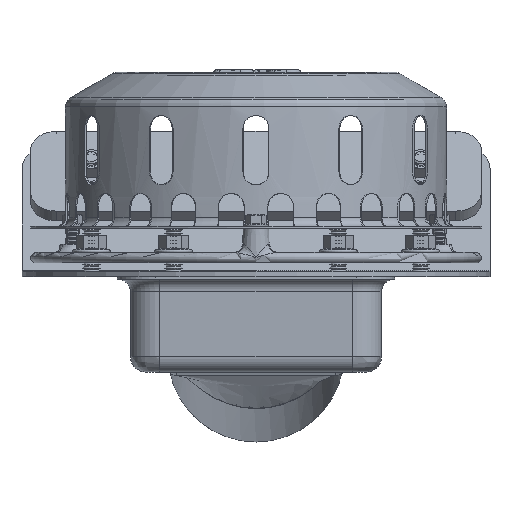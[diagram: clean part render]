
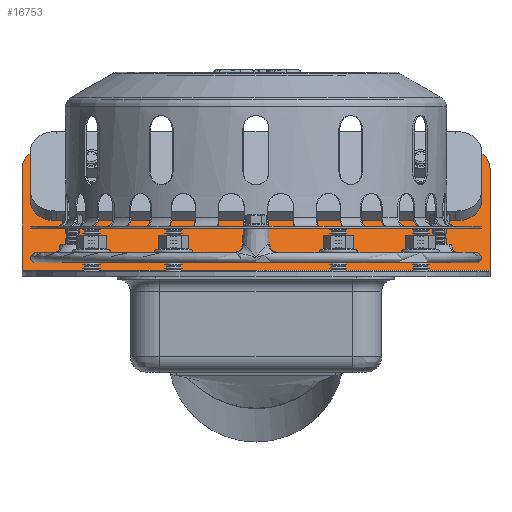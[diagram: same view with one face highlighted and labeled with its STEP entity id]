
A CAD part, left-side view. The second image highlights one B-rep face of the part: STEP entity #16753.
In plain terms, the highlighted planar face has unit normal (-0.707, 0, 0.707).
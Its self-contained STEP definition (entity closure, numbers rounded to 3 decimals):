
#1238=FACE_BOUND('',#2713,.T.);
#1239=FACE_BOUND('',#2714,.T.);
#1354=PLANE('',#17850);
#1646=FACE_OUTER_BOUND('',#2712,.T.);
#2712=EDGE_LOOP('',(#11229,#11230,#11231,#11232,#11233,#11234));
#2713=EDGE_LOOP('',(#11235));
#2714=EDGE_LOOP('',(#11236));
#3893=LINE('',#25067,#4901);
#3898=LINE('',#25081,#4906);
#3899=LINE('',#25085,#4907);
#3900=LINE('',#25086,#4908);
#4901=VECTOR('',#19923,1.);
#4906=VECTOR('',#19934,1.);
#4907=VECTOR('',#19937,1.);
#4908=VECTOR('',#19938,1.);
#5908=CIRCLE('',#17846,20.);
#5911=CIRCLE('',#17851,20.);
#5912=CIRCLE('',#17852,5.);
#5913=CIRCLE('',#17853,5.);
#6938=VERTEX_POINT('',#25060);
#6939=VERTEX_POINT('',#25062);
#6940=VERTEX_POINT('',#25066);
#6946=VERTEX_POINT('',#25080);
#6947=VERTEX_POINT('',#25082);
#6948=VERTEX_POINT('',#25084);
#6949=VERTEX_POINT('',#25087);
#6950=VERTEX_POINT('',#25089);
#8565=EDGE_CURVE('',#6938,#6939,#5908,.T.);
#8567=EDGE_CURVE('',#6940,#6939,#3893,.T.);
#8574=EDGE_CURVE('',#6946,#6938,#3898,.T.);
#8575=EDGE_CURVE('',#6947,#6946,#5911,.T.);
#8576=EDGE_CURVE('',#6948,#6947,#3899,.T.);
#8577=EDGE_CURVE('',#6948,#6940,#3900,.T.);
#8578=EDGE_CURVE('',#6949,#6949,#5912,.T.);
#8579=EDGE_CURVE('',#6950,#6950,#5913,.T.);
#11229=ORIENTED_EDGE('',*,*,#8565,.F.);
#11230=ORIENTED_EDGE('',*,*,#8574,.F.);
#11231=ORIENTED_EDGE('',*,*,#8575,.F.);
#11232=ORIENTED_EDGE('',*,*,#8576,.F.);
#11233=ORIENTED_EDGE('',*,*,#8577,.T.);
#11234=ORIENTED_EDGE('',*,*,#8567,.T.);
#11235=ORIENTED_EDGE('',*,*,#8578,.T.);
#11236=ORIENTED_EDGE('',*,*,#8579,.T.);
#16753=ADVANCED_FACE('',(#1646,#1238,#1239),#1354,.T.);
#17846=AXIS2_PLACEMENT_3D('',#25063,#19918,#19919);
#17850=AXIS2_PLACEMENT_3D('',#25079,#19932,#19933);
#17851=AXIS2_PLACEMENT_3D('',#25083,#19935,#19936);
#17852=AXIS2_PLACEMENT_3D('',#25088,#19939,#19940);
#17853=AXIS2_PLACEMENT_3D('',#25090,#19941,#19942);
#19918=DIRECTION('center_axis',(0.707,0.,
-0.707));
#19919=DIRECTION('ref_axis',(0.5,-0.707,0.5));
#19923=DIRECTION('',(0.707,0.,0.707));
#19932=DIRECTION('center_axis',(-0.707,0.,
0.707));
#19933=DIRECTION('ref_axis',(0.,-1.,0.));
#19934=DIRECTION('',(0.,-1.,0.));
#19935=DIRECTION('center_axis',(0.707,0.,
-0.707));
#19936=DIRECTION('ref_axis',(0.5,0.707,0.5));
#19937=DIRECTION('',(0.707,0.,0.707));
#19938=DIRECTION('',(0.,-1.,0.));
#19939=DIRECTION('center_axis',(0.707,0.,
-0.707));
#19940=DIRECTION('ref_axis',(-0.707,0.,-0.707));
#19941=DIRECTION('center_axis',(0.707,0.,
-0.707));
#19942=DIRECTION('ref_axis',(-0.707,0.,-0.707));
#25060=CARTESIAN_POINT('',(281.204,122.461,-1155.05));
#25062=CARTESIAN_POINT('',(267.061,102.461,-1169.192));
#25063=CARTESIAN_POINT('Origin',(267.061,122.461,-1169.192));
#25066=CARTESIAN_POINT('',(208.627,102.461,-1227.626));
#25067=CARTESIAN_POINT('',(208.627,102.461,-1227.626));
#25079=CARTESIAN_POINT('Origin',(208.627,372.461,-1227.626));
#25080=CARTESIAN_POINT('',(281.204,352.461,-1155.05));
#25081=CARTESIAN_POINT('',(281.204,372.461,-1155.05));
#25082=CARTESIAN_POINT('',(267.061,372.461,-1169.192));
#25083=CARTESIAN_POINT('Origin',(267.061,352.461,-1169.192));
#25084=CARTESIAN_POINT('',(208.627,372.461,-1227.626));
#25085=CARTESIAN_POINT('',(208.627,372.461,-1227.626));
#25086=CARTESIAN_POINT('',(208.627,372.461,-1227.626));
#25087=CARTESIAN_POINT('',(259.99,142.461,-1176.263));
#25088=CARTESIAN_POINT('Origin',(256.455,142.461,-1179.798));
#25089=CARTESIAN_POINT('',(259.99,332.461,-1176.263));
#25090=CARTESIAN_POINT('Origin',(256.455,332.461,-1179.798));
